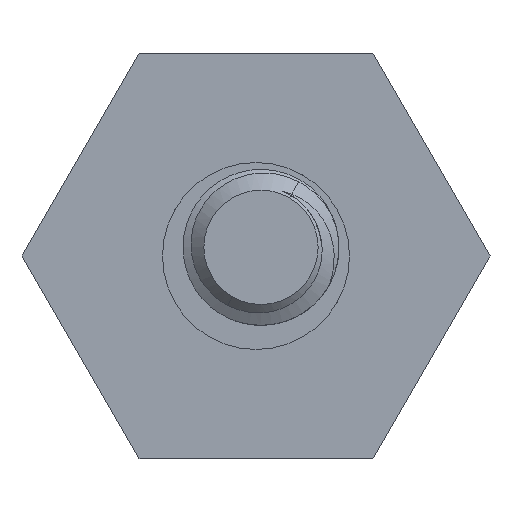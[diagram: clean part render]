
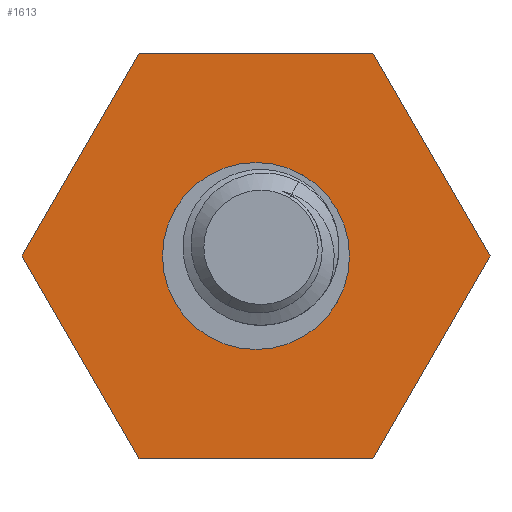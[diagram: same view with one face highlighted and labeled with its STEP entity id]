
A CAD part, front view. The second image highlights one B-rep face of the part: STEP entity #1613.
In plain terms, the highlighted planar face has unit normal (0, -1, 0).
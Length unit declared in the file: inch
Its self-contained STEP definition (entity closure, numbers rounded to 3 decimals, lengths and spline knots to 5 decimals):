
#21 = ORIENTED_EDGE ( 'NONE', *, *, #308, .F. ) ;
#89 = CARTESIAN_POINT ( 'NONE',  ( 0., 0., -0.1875 ) ) ;
#210 = CARTESIAN_POINT ( 'NONE',  ( 0.23455, 0., -0.40625 ) ) ;
#219 = DIRECTION ( 'NONE',  ( 0.5, 0., 0.866 ) ) ;
#238 = EDGE_CURVE ( 'NONE', #1062, #1323, #2078, .T. ) ;
#242 = CARTESIAN_POINT ( 'NONE',  ( 0.23455, 0., 0.40625 ) ) ;
#308 = EDGE_CURVE ( 'NONE', #3522, #2204, #3383, .T. ) ;
#591 = DIRECTION ( 'NONE',  ( 0., 0., 1. ) ) ;
#610 = EDGE_LOOP ( 'NONE', ( #1450, #3347, #1092, #21, #1916, #1569 ) ) ;
#639 = CARTESIAN_POINT ( 'NONE',  ( 0.4691, 0., 0. ) ) ;
#694 = DIRECTION ( 'NONE',  ( 0., 1., 0. ) ) ;
#735 = CARTESIAN_POINT ( 'NONE',  ( 0.23455, 0., 0.40625 ) ) ;
#763 = VECTOR ( 'NONE', #1829, 39.37008 ) ;
#765 = VECTOR ( 'NONE', #925, 39.37008 ) ;
#784 = EDGE_CURVE ( 'NONE', #3064, #1586, #2106, .T. ) ;
#925 = DIRECTION ( 'NONE',  ( -1., 0., 0. ) ) ;
#934 = CARTESIAN_POINT ( 'NONE',  ( 0., 0., 0. ) ) ;
#1005 = LINE ( 'NONE', #1289, #1328 ) ;
#1053 = ORIENTED_EDGE ( 'NONE', *, *, #1322, .T. ) ;
#1062 = VERTEX_POINT ( 'NONE', #89 ) ;
#1092 = ORIENTED_EDGE ( 'NONE', *, *, #3531, .F. ) ;
#1197 = CARTESIAN_POINT ( 'NONE',  ( -0.23455, 0., 0.40625 ) ) ;
#1234 = EDGE_CURVE ( 'NONE', #1586, #2041, #2677, .T. ) ;
#1289 = CARTESIAN_POINT ( 'NONE',  ( -0.23455, 0., -0.40625 ) ) ;
#1308 = DIRECTION ( 'NONE',  ( 0., 0., 1. ) ) ;
#1322 = EDGE_CURVE ( 'NONE', #1323, #1062, #2480, .T. ) ;
#1323 = VERTEX_POINT ( 'NONE', #1807 ) ;
#1328 = VECTOR ( 'NONE', #3431, 39.37008 ) ;
#1404 = EDGE_LOOP ( 'NONE', ( #1053, #2105 ) ) ;
#1430 = DIRECTION ( 'NONE',  ( 0., 1., 0. ) ) ;
#1450 = ORIENTED_EDGE ( 'NONE', *, *, #1234, .F. ) ;
#1489 = LINE ( 'NONE', #735, #763 ) ;
#1569 = ORIENTED_EDGE ( 'NONE', *, *, #2914, .F. ) ;
#1581 = CARTESIAN_POINT ( 'NONE',  ( -0.23455, 0., 0.40625 ) ) ;
#1586 = VERTEX_POINT ( 'NONE', #1197 ) ;
#1613 = ADVANCED_FACE ( 'NONE', ( #1991, #2231 ), #3043, .F. ) ;
#1790 = DIRECTION ( 'NONE',  ( 0., 0., 1. ) ) ;
#1807 = CARTESIAN_POINT ( 'NONE',  ( 0., 0., 0.1875 ) ) ;
#1829 = DIRECTION ( 'NONE',  ( 0.5, 0., -0.866 ) ) ;
#1916 = ORIENTED_EDGE ( 'NONE', *, *, #3446, .F. ) ;
#1991 = FACE_BOUND ( 'NONE', #1404, .T. ) ;
#2007 = CARTESIAN_POINT ( 'NONE',  ( 0.4691, 0., 0. ) ) ;
#2041 = VERTEX_POINT ( 'NONE', #242 ) ;
#2078 = CIRCLE ( 'NONE', #2652, 0.1875 ) ;
#2105 = ORIENTED_EDGE ( 'NONE', *, *, #238, .T. ) ;
#2106 = LINE ( 'NONE', #2936, #3393 ) ;
#2179 = CARTESIAN_POINT ( 'NONE',  ( -0.23455, 0., -0.40625 ) ) ;
#2204 = VERTEX_POINT ( 'NONE', #2179 ) ;
#2231 = FACE_OUTER_BOUND ( 'NONE', #610, .T. ) ;
#2471 = CARTESIAN_POINT ( 'NONE',  ( 0., 0., 0. ) ) ;
#2480 = CIRCLE ( 'NONE', #2945, 0.1875 ) ;
#2528 = CARTESIAN_POINT ( 'NONE',  ( 0.23455, 0., -0.40625 ) ) ;
#2652 = AXIS2_PLACEMENT_3D ( 'NONE', #2471, #3291, #1308 ) ;
#2677 = LINE ( 'NONE', #1581, #2894 ) ;
#2763 = VERTEX_POINT ( 'NONE', #2007 ) ;
#2826 = DIRECTION ( 'NONE',  ( -0.5, 0., -0.866 ) ) ;
#2883 = DIRECTION ( 'NONE',  ( 1., 0., 0. ) ) ;
#2894 = VECTOR ( 'NONE', #2883, 39.37008 ) ;
#2914 = EDGE_CURVE ( 'NONE', #2041, #2763, #1489, .T. ) ;
#2936 = CARTESIAN_POINT ( 'NONE',  ( -0.4691, 0., 0. ) ) ;
#2940 = AXIS2_PLACEMENT_3D ( 'NONE', #934, #1430, #591 ) ;
#2945 = AXIS2_PLACEMENT_3D ( 'NONE', #3181, #694, #1790 ) ;
#3043 = PLANE ( 'NONE',  #2940 ) ;
#3050 = VECTOR ( 'NONE', #2826, 39.37008 ) ;
#3064 = VERTEX_POINT ( 'NONE', #3477 ) ;
#3094 = LINE ( 'NONE', #639, #3050 ) ;
#3181 = CARTESIAN_POINT ( 'NONE',  ( 0., 0., 0. ) ) ;
#3291 = DIRECTION ( 'NONE',  ( 0., 1., 0. ) ) ;
#3347 = ORIENTED_EDGE ( 'NONE', *, *, #784, .F. ) ;
#3383 = LINE ( 'NONE', #2528, #765 ) ;
#3393 = VECTOR ( 'NONE', #219, 39.37008 ) ;
#3431 = DIRECTION ( 'NONE',  ( -0.5, 0., 0.866 ) ) ;
#3446 = EDGE_CURVE ( 'NONE', #2763, #3522, #3094, .T. ) ;
#3477 = CARTESIAN_POINT ( 'NONE',  ( -0.4691, 0., 0. ) ) ;
#3522 = VERTEX_POINT ( 'NONE', #210 ) ;
#3531 = EDGE_CURVE ( 'NONE', #2204, #3064, #1005, .T. ) ;
